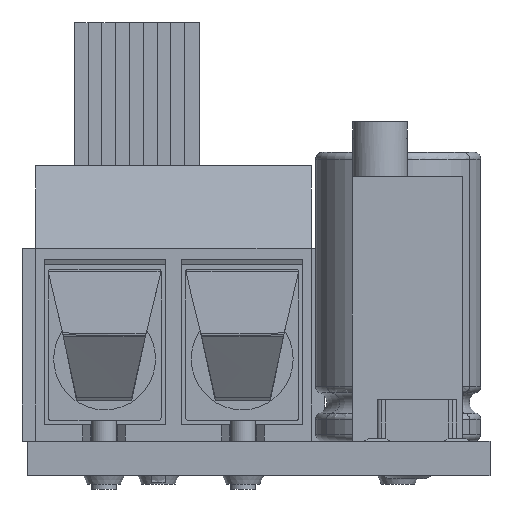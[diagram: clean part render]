
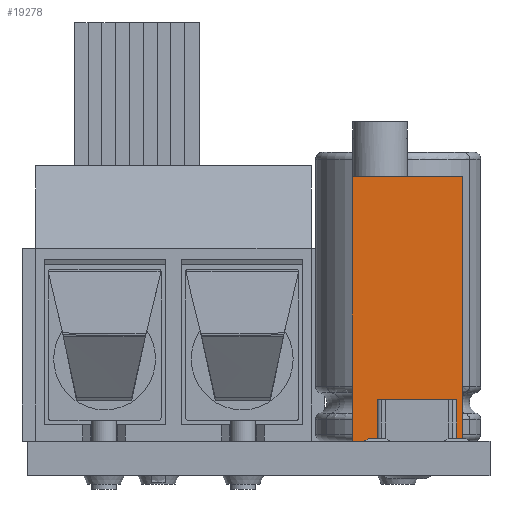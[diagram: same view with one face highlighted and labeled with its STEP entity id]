
A CAD part, left-side view. The second image highlights one B-rep face of the part: STEP entity #19278.
In plain terms, the highlighted planar face has unit normal (-1, 0, -0.001).
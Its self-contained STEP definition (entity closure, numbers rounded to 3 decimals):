
#1202=FACE_OUTER_BOUND('',#2243,.T.);
#2243=EDGE_LOOP('',(#14316,#14317,#14318,#14319));
#3628=LINE('',#37710,#5595);
#3655=LINE('',#39036,#5622);
#3676=LINE('',#40422,#5643);
#3677=LINE('',#40423,#5644);
#5595=VECTOR('',#22771,4.);
#5622=VECTOR('',#22810,9.6);
#5643=VECTOR('',#22843,9.6);
#5644=VECTOR('',#22844,4.);
#7998=VERTEX_POINT('',#37703);
#8001=VERTEX_POINT('',#37708);
#8055=VERTEX_POINT('',#39034);
#8108=VERTEX_POINT('',#40421);
#10253=EDGE_CURVE('',#8001,#7998,#3628,.T.);
#10307=EDGE_CURVE('',#8055,#8001,#3655,.T.);
#10362=EDGE_CURVE('',#8108,#7998,#3676,.T.);
#10363=EDGE_CURVE('',#8055,#8108,#3677,.T.);
#14316=ORIENTED_EDGE('',*,*,#10362,.T.);
#14317=ORIENTED_EDGE('',*,*,#10253,.F.);
#14318=ORIENTED_EDGE('',*,*,#10307,.F.);
#14319=ORIENTED_EDGE('',*,*,#10363,.T.);
#17480=PLANE('',#20309);
#19278=ADVANCED_FACE('',(#1202),#17480,.F.);
#20309=AXIS2_PLACEMENT_3D('',#40420,#22841,#22842);
#22771=DIRECTION('',(0.,-1.,0.));
#22810=DIRECTION('',(-0.001,0.,1.));
#22841=DIRECTION('center_axis',(1.,0.,
0.001));
#22842=DIRECTION('ref_axis',(0.001,0.,-1.));
#22843=DIRECTION('',(-0.001,0.,1.));
#22844=DIRECTION('',(0.,-1.,0.));
#37703=CARTESIAN_POINT('',(-9.957,-5.812,45.23));
#37708=CARTESIAN_POINT('',(-9.957,-1.812,45.23));
#37710=CARTESIAN_POINT('',(-9.957,-1.812,45.23));
#39034=CARTESIAN_POINT('',(-9.945,-1.812,35.63));
#39036=CARTESIAN_POINT('',(-9.945,-1.812,35.63));
#40420=CARTESIAN_POINT('Origin',(-9.957,-1.812,45.23));
#40421=CARTESIAN_POINT('',(-9.945,-5.812,35.63));
#40422=CARTESIAN_POINT('',(-9.945,-5.812,35.63));
#40423=CARTESIAN_POINT('',(-9.945,-1.812,35.63));
